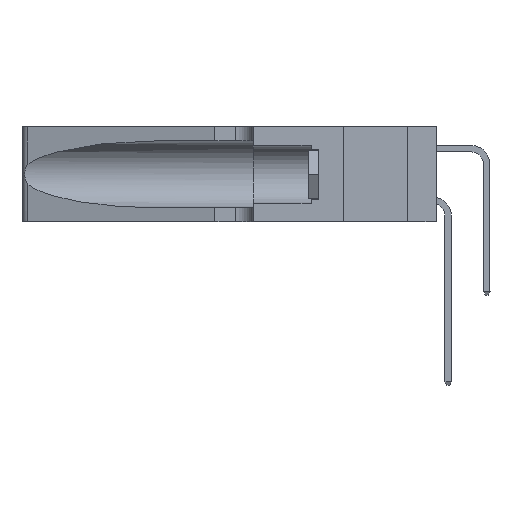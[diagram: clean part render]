
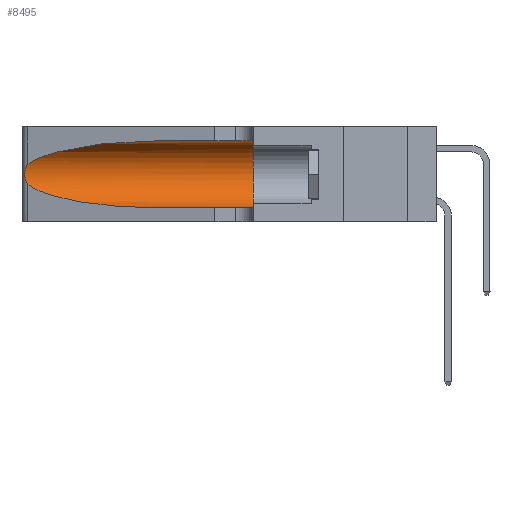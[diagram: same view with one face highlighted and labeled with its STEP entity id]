
A CAD part, left-side view. The second image highlights one B-rep face of the part: STEP entity #8495.
In plain terms, the highlighted cylindrical face has radius 3.308 mm (diameter 6.617 mm), a partial arc.
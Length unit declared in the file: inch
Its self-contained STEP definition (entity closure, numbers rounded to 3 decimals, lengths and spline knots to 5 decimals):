
#350 = CYLINDRICAL_SURFACE ( 'NONE', #2274, 0.13025 ) ;
#675 = CARTESIAN_POINT ( 'NONE',  ( 0.1305, 0.72297, 0.31525 ) ) ;
#756 =( BOUNDED_CURVE ( )  B_SPLINE_CURVE ( 3, ( #675, #17974, #5084, #20104 ),
 .UNSPECIFIED., .F., .T. ) 
 B_SPLINE_CURVE_WITH_KNOTS ( ( 4, 4 ),
 ( 1.5708, 2.84003 ),
 .UNSPECIFIED. ) 
 CURVE ( )  GEOMETRIC_REPRESENTATION_ITEM ( )  RATIONAL_B_SPLINE_CURVE ( ( 1., 0.87, 0.87, 1. ) ) 
 REPRESENTATION_ITEM ( '' )  );
#792 = DIRECTION ( 'NONE',  ( 0., 1., 0. ) ) ;
#883 = CARTESIAN_POINT ( 'NONE',  ( 0.25854, 1.2359, 0.20912 ) ) ;
#1258 = EDGE_CURVE ( 'NONE', #8145, #3231, #15017, .T. ) ;
#1503 = EDGE_CURVE ( 'NONE', #3231, #22619, #25773, .T. ) ;
#1555 = CARTESIAN_POINT ( 'NONE',  ( 0.25487, 1.22718, 0.14631 ) ) ;
#1654 = CARTESIAN_POINT ( 'NONE',  ( 0.1305, 0.72297, 0.31525 ) ) ;
#2033 = ORIENTED_EDGE ( 'NONE', *, *, #14680, .F. ) ;
#2274 = AXIS2_PLACEMENT_3D ( 'NONE', #7236, #15821, #24365 ) ;
#3104 = CARTESIAN_POINT ( 'NONE',  ( 0.26075, 1.23896, 0.19203 ) ) ;
#3231 = VERTEX_POINT ( 'NONE', #17894 ) ;
#3513 = CARTESIAN_POINT ( 'NONE',  ( 0.1305, 0.35, 0.31525 ) ) ;
#4059 = DIRECTION ( 'NONE',  ( 0., -1., 0. ) ) ;
#5084 = CARTESIAN_POINT ( 'NONE',  ( 0.2373, 1.15595, 0.28018 ) ) ;
#5288 = CARTESIAN_POINT ( 'NONE',  ( 0.26017, 1.23833, 0.17102 ) ) ;
#6851 = FACE_OUTER_BOUND ( 'NONE', #15784, .T. ) ;
#7236 = CARTESIAN_POINT ( 'NONE',  ( 0.1305, 1.61858, 0.185 ) ) ;
#7448 = CARTESIAN_POINT ( 'NONE',  ( 0.25789, 1.23486, 0.15765 ) ) ;
#8145 = VERTEX_POINT ( 'NONE', #1555 ) ;
#8495 = ADVANCED_FACE ( 'NONE', ( #6851 ), #350, .F. ) ;
#8625 = ORIENTED_EDGE ( 'NONE', *, *, #16047, .F. ) ;
#9126 = CARTESIAN_POINT ( 'NONE',  ( 0.18966, 0.96281, 0.05475 ) ) ;
#9506 = CARTESIAN_POINT ( 'NONE',  ( 0.25487, 1.22718, 0.22369 ) ) ;
#9556 = CIRCLE ( 'NONE', #20951, 0.13025 ) ;
#9596 = CARTESIAN_POINT ( 'NONE',  ( 0.25555, 1.22993, 0.14849 ) ) ;
#9857 = DIRECTION ( 'NONE',  ( 0., -1., 0. ) ) ;
#10976 = VERTEX_POINT ( 'NONE', #18718 ) ;
#11594 = VERTEX_POINT ( 'NONE', #3513 ) ;
#12856 = ORIENTED_EDGE ( 'NONE', *, *, #18285, .T. ) ;
#13575 = CARTESIAN_POINT ( 'NONE',  ( 0.1305, 0.72297, 0.05475 ) ) ;
#13780 = CARTESIAN_POINT ( 'NONE',  ( 0.1305, 0.35, 0.185 ) ) ;
#13876 = CARTESIAN_POINT ( 'NONE',  ( 0.25787, 1.23484, 0.2124 ) ) ;
#14680 = EDGE_CURVE ( 'NONE', #11594, #22619, #9556, .T. ) ;
#14965 = VERTEX_POINT ( 'NONE', #1654 ) ;
#15017 =( BOUNDED_CURVE ( )  B_SPLINE_CURVE ( 3, ( #26308, #15650, #9126, #13575 ),
 .UNSPECIFIED., .F., .T. ) 
 B_SPLINE_CURVE_WITH_KNOTS ( ( 4, 4 ),
 ( 3.44316, 4.71239 ),
 .UNSPECIFIED. ) 
 CURVE ( )  GEOMETRIC_REPRESENTATION_ITEM ( )  RATIONAL_B_SPLINE_CURVE ( ( 1., 0.87, 0.87, 1. ) ) 
 REPRESENTATION_ITEM ( '' )  );
#15267 = VECTOR ( 'NONE', #4059, 39.37008 ) ;
#15650 = CARTESIAN_POINT ( 'NONE',  ( 0.2373, 1.15595, 0.08982 ) ) ;
#15784 = EDGE_LOOP ( 'NONE', ( #19258, #12856, #17505, #21685, #2033, #8625 ) ) ;
#15821 = DIRECTION ( 'NONE',  ( 0., -1., 0. ) ) ;
#15932 = DIRECTION ( 'NONE',  ( 0., 0., 1. ) ) ;
#16024 = CARTESIAN_POINT ( 'NONE',  ( 0.26018, 1.23835, 0.19895 ) ) ;
#16047 = EDGE_CURVE ( 'NONE', #14965, #11594, #20233, .T. ) ;
#16985 = CARTESIAN_POINT ( 'NONE',  ( 0.1305, 1.61858, 0.31525 ) ) ;
#17505 = ORIENTED_EDGE ( 'NONE', *, *, #1258, .T. ) ;
#17894 = CARTESIAN_POINT ( 'NONE',  ( 0.1305, 0.72297, 0.05475 ) ) ;
#17974 = CARTESIAN_POINT ( 'NONE',  ( 0.18966, 0.96281, 0.31525 ) ) ;
#18171 = CARTESIAN_POINT ( 'NONE',  ( 0.26075, 1.23896, 0.178 ) ) ;
#18285 = EDGE_CURVE ( 'NONE', #10976, #8145, #20805, .T. ) ;
#18718 = CARTESIAN_POINT ( 'NONE',  ( 0.25487, 1.22718, 0.22369 ) ) ;
#19258 = ORIENTED_EDGE ( 'NONE', *, *, #27122, .T. ) ;
#20021 = CARTESIAN_POINT ( 'NONE',  ( 0.1305, 0.35, 0.05475 ) ) ;
#20104 = CARTESIAN_POINT ( 'NONE',  ( 0.25487, 1.22718, 0.22369 ) ) ;
#20233 = LINE ( 'NONE', #16985, #15267 ) ;
#20305 = CARTESIAN_POINT ( 'NONE',  ( 0.25856, 1.23593, 0.16098 ) ) ;
#20805 = B_SPLINE_CURVE_WITH_KNOTS ( 'NONE', 3,
 ( #9506, #22341, #26603, #13876, #883, #16024, #3104, #18171, #5288, #20305, #7448, #22424, #9596, #24576 ),
 .UNSPECIFIED., .F., .F.,
 ( 4, 2, 2, 2, 2, 2, 4 ),
 ( 0., 0.00027, 0.00053, 0.00107, 0.0016, 0.00187, 0.00214 ),
 .UNSPECIFIED. ) ;
#20951 = AXIS2_PLACEMENT_3D ( 'NONE', #13780, #792, #15932 ) ;
#21685 = ORIENTED_EDGE ( 'NONE', *, *, #1503, .T. ) ;
#22341 = CARTESIAN_POINT ( 'NONE',  ( 0.25555, 1.22994, 0.2215 ) ) ;
#22424 = CARTESIAN_POINT ( 'NONE',  ( 0.25639, 1.23186, 0.15144 ) ) ;
#22619 = VERTEX_POINT ( 'NONE', #20021 ) ;
#22694 = CARTESIAN_POINT ( 'NONE',  ( 0.1305, 1.61858, 0.05475 ) ) ;
#24365 = DIRECTION ( 'NONE',  ( 0., 0., -1. ) ) ;
#24576 = CARTESIAN_POINT ( 'NONE',  ( 0.25487, 1.22718, 0.14631 ) ) ;
#25119 = VECTOR ( 'NONE', #9857, 39.37008 ) ;
#25773 = LINE ( 'NONE', #22694, #25119 ) ;
#26308 = CARTESIAN_POINT ( 'NONE',  ( 0.25487, 1.22718, 0.14631 ) ) ;
#26603 = CARTESIAN_POINT ( 'NONE',  ( 0.25639, 1.23184, 0.21858 ) ) ;
#27122 = EDGE_CURVE ( 'NONE', #14965, #10976, #756, .T. ) ;
